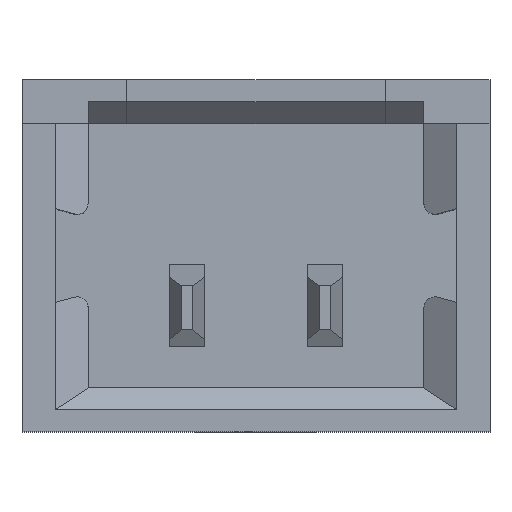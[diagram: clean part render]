
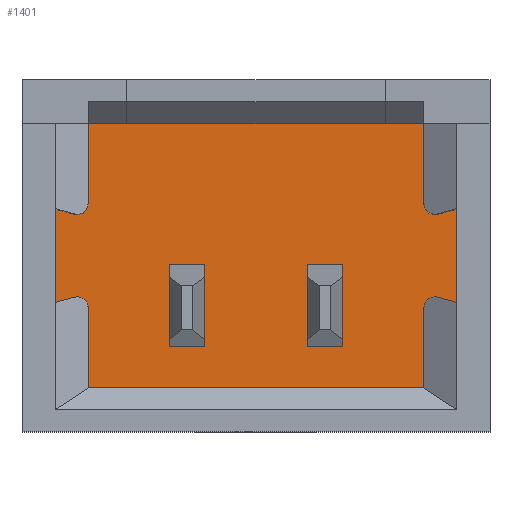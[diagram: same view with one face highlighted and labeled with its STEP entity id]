
A CAD part, top view. The second image highlights one B-rep face of the part: STEP entity #1401.
In plain terms, the highlighted face is planar.
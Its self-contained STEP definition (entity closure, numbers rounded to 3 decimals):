
#31=FACE_BOUND('',#116,.T.);
#32=FACE_BOUND('',#117,.T.);
#37=FACE_OUTER_BOUND('',#115,.T.);
#115=EDGE_LOOP('',(#923,#924,#925,#926,#927,#928,#929,#930,#931,#932,#933,
#934,#935,#936,#937,#938));
#116=EDGE_LOOP('',(#939,#940,#941,#942));
#117=EDGE_LOOP('',(#943,#944,#945,#946));
#199=CIRCLE('',#1495,0.1);
#200=CIRCLE('',#1496,0.1);
#201=CIRCLE('',#1497,0.1);
#202=CIRCLE('',#1498,0.1);
#203=LINE('',#1961,#397);
#204=LINE('',#1963,#398);
#205=LINE('',#1967,#399);
#206=LINE('',#1969,#400);
#207=LINE('',#1971,#401);
#208=LINE('',#1975,#402);
#209=LINE('',#1977,#403);
#210=LINE('',#1979,#404);
#211=LINE('',#1983,#405);
#212=LINE('',#1985,#406);
#213=LINE('',#1987,#407);
#214=LINE('',#1990,#408);
#215=LINE('',#1993,#409);
#216=LINE('',#1995,#410);
#217=LINE('',#1997,#411);
#218=LINE('',#1998,#412);
#219=LINE('',#2001,#413);
#220=LINE('',#2003,#414);
#221=LINE('',#2005,#415);
#222=LINE('',#2006,#416);
#397=VECTOR('',#1588,1.);
#398=VECTOR('',#1589,1.);
#399=VECTOR('',#1592,1.);
#400=VECTOR('',#1593,1.);
#401=VECTOR('',#1594,1.);
#402=VECTOR('',#1597,1.);
#403=VECTOR('',#1598,1.);
#404=VECTOR('',#1599,1.);
#405=VECTOR('',#1602,1.);
#406=VECTOR('',#1603,1.);
#407=VECTOR('',#1604,1.);
#408=VECTOR('',#1607,1.);
#409=VECTOR('',#1608,1.);
#410=VECTOR('',#1609,1.);
#411=VECTOR('',#1610,1.);
#412=VECTOR('',#1611,1.);
#413=VECTOR('',#1612,1.);
#414=VECTOR('',#1613,1.);
#415=VECTOR('',#1614,1.);
#416=VECTOR('',#1615,1.);
#591=VERTEX_POINT('',#1959);
#592=VERTEX_POINT('',#1960);
#593=VERTEX_POINT('',#1962);
#594=VERTEX_POINT('',#1964);
#595=VERTEX_POINT('',#1966);
#596=VERTEX_POINT('',#1968);
#597=VERTEX_POINT('',#1970);
#598=VERTEX_POINT('',#1972);
#599=VERTEX_POINT('',#1974);
#600=VERTEX_POINT('',#1976);
#601=VERTEX_POINT('',#1978);
#602=VERTEX_POINT('',#1980);
#603=VERTEX_POINT('',#1982);
#604=VERTEX_POINT('',#1984);
#605=VERTEX_POINT('',#1986);
#606=VERTEX_POINT('',#1988);
#607=VERTEX_POINT('',#1991);
#608=VERTEX_POINT('',#1992);
#609=VERTEX_POINT('',#1994);
#610=VERTEX_POINT('',#1996);
#611=VERTEX_POINT('',#1999);
#612=VERTEX_POINT('',#2000);
#613=VERTEX_POINT('',#2002);
#614=VERTEX_POINT('',#2004);
#721=EDGE_CURVE('',#591,#592,#203,.T.);
#722=EDGE_CURVE('',#593,#591,#204,.T.);
#723=EDGE_CURVE('',#594,#593,#199,.T.);
#724=EDGE_CURVE('',#595,#594,#205,.T.);
#725=EDGE_CURVE('',#596,#595,#206,.T.);
#726=EDGE_CURVE('',#597,#596,#207,.T.);
#727=EDGE_CURVE('',#598,#597,#200,.T.);
#728=EDGE_CURVE('',#599,#598,#208,.T.);
#729=EDGE_CURVE('',#600,#599,#209,.T.);
#730=EDGE_CURVE('',#601,#600,#210,.T.);
#731=EDGE_CURVE('',#602,#601,#201,.T.);
#732=EDGE_CURVE('',#603,#602,#211,.T.);
#733=EDGE_CURVE('',#604,#603,#212,.T.);
#734=EDGE_CURVE('',#605,#604,#213,.T.);
#735=EDGE_CURVE('',#606,#605,#202,.T.);
#736=EDGE_CURVE('',#592,#606,#214,.T.);
#737=EDGE_CURVE('',#607,#608,#215,.T.);
#738=EDGE_CURVE('',#607,#609,#216,.T.);
#739=EDGE_CURVE('',#609,#610,#217,.T.);
#740=EDGE_CURVE('',#608,#610,#218,.T.);
#741=EDGE_CURVE('',#611,#612,#219,.T.);
#742=EDGE_CURVE('',#612,#613,#220,.T.);
#743=EDGE_CURVE('',#614,#613,#221,.T.);
#744=EDGE_CURVE('',#611,#614,#222,.T.);
#923=ORIENTED_EDGE('',*,*,#721,.F.);
#924=ORIENTED_EDGE('',*,*,#722,.F.);
#925=ORIENTED_EDGE('',*,*,#723,.F.);
#926=ORIENTED_EDGE('',*,*,#724,.F.);
#927=ORIENTED_EDGE('',*,*,#725,.F.);
#928=ORIENTED_EDGE('',*,*,#726,.F.);
#929=ORIENTED_EDGE('',*,*,#727,.F.);
#930=ORIENTED_EDGE('',*,*,#728,.F.);
#931=ORIENTED_EDGE('',*,*,#729,.F.);
#932=ORIENTED_EDGE('',*,*,#730,.F.);
#933=ORIENTED_EDGE('',*,*,#731,.F.);
#934=ORIENTED_EDGE('',*,*,#732,.F.);
#935=ORIENTED_EDGE('',*,*,#733,.F.);
#936=ORIENTED_EDGE('',*,*,#734,.F.);
#937=ORIENTED_EDGE('',*,*,#735,.F.);
#938=ORIENTED_EDGE('',*,*,#736,.F.);
#939=ORIENTED_EDGE('',*,*,#737,.F.);
#940=ORIENTED_EDGE('',*,*,#738,.T.);
#941=ORIENTED_EDGE('',*,*,#739,.T.);
#942=ORIENTED_EDGE('',*,*,#740,.F.);
#943=ORIENTED_EDGE('',*,*,#741,.T.);
#944=ORIENTED_EDGE('',*,*,#742,.T.);
#945=ORIENTED_EDGE('',*,*,#743,.F.);
#946=ORIENTED_EDGE('',*,*,#744,.F.);
#1327=PLANE('',#1494);
#1401=ADVANCED_FACE('',(#37,#31,#32),#1327,.F.);
#1494=AXIS2_PLACEMENT_3D('',#1958,#1586,#1587);
#1495=AXIS2_PLACEMENT_3D('',#1965,#1590,#1591);
#1496=AXIS2_PLACEMENT_3D('',#1973,#1595,#1596);
#1497=AXIS2_PLACEMENT_3D('',#1981,#1600,#1601);
#1498=AXIS2_PLACEMENT_3D('',#1989,#1605,#1606);
#1586=DIRECTION('center_axis',(0.,1.,0.));
#1587=DIRECTION('ref_axis',(0.,0.,1.));
#1588=DIRECTION('',(0.,0.,1.));
#1589=DIRECTION('',(-0.966,0.,-0.258));
#1590=DIRECTION('center_axis',(0.,-1.,0.));
#1591=DIRECTION('ref_axis',(1.,0.,0.));
#1592=DIRECTION('',(0.,0.,1.));
#1593=DIRECTION('',(-1.,0.,0.));
#1594=DIRECTION('',(0.,0.,-1.));
#1595=DIRECTION('center_axis',(0.,-1.,0.));
#1596=DIRECTION('ref_axis',(-1.,0.,0.));
#1597=DIRECTION('',(-0.966,0.,0.258));
#1598=DIRECTION('',(0.,0.,-1.));
#1599=DIRECTION('',(0.966,0.,0.258));
#1600=DIRECTION('center_axis',(0.,-1.,0.));
#1601=DIRECTION('ref_axis',(-1.,0.,0.));
#1602=DIRECTION('',(0.,0.,-1.));
#1603=DIRECTION('',(1.,0.,0.));
#1604=DIRECTION('',(0.,0.,1.));
#1605=DIRECTION('center_axis',(0.,-1.,0.));
#1606=DIRECTION('ref_axis',(1.,0.,0.));
#1607=DIRECTION('',(0.966,0.,-0.258));
#1608=DIRECTION('',(-1.,0.,0.));
#1609=DIRECTION('',(0.,0.,-1.));
#1610=DIRECTION('',(-1.,0.,0.));
#1611=DIRECTION('',(0.,0.,-1.));
#1612=DIRECTION('',(0.,0.,-1.));
#1613=DIRECTION('',(-1.,0.,0.));
#1614=DIRECTION('',(0.,0.,-1.));
#1615=DIRECTION('',(-1.,0.,0.));
#1958=CARTESIAN_POINT('Origin',(-1.625,3.95,1.125));
#1959=CARTESIAN_POINT('',(-1.825,3.95,1.175));
#1960=CARTESIAN_POINT('',(-1.825,3.95,2.025));
#1961=CARTESIAN_POINT('',(-1.825,3.95,2.025));
#1962=CARTESIAN_POINT('',(-1.651,3.95,1.222));
#1963=CARTESIAN_POINT('',(-1.825,3.95,1.175));
#1964=CARTESIAN_POINT('',(-1.525,3.95,1.125));
#1965=CARTESIAN_POINT('Origin',(-1.625,3.95,1.125));
#1966=CARTESIAN_POINT('',(-1.525,3.95,0.4));
#1967=CARTESIAN_POINT('',(-1.525,3.95,1.125));
#1968=CARTESIAN_POINT('',(1.525,3.95,0.4));
#1969=CARTESIAN_POINT('',(-1.525,3.95,0.4));
#1970=CARTESIAN_POINT('',(1.525,3.95,1.125));
#1971=CARTESIAN_POINT('',(1.525,3.95,0.4));
#1972=CARTESIAN_POINT('',(1.651,3.95,1.222));
#1973=CARTESIAN_POINT('Origin',(1.625,3.95,1.125));
#1974=CARTESIAN_POINT('',(1.825,3.95,1.175));
#1975=CARTESIAN_POINT('',(1.651,3.95,1.222));
#1976=CARTESIAN_POINT('',(1.825,3.95,2.025));
#1977=CARTESIAN_POINT('',(1.825,3.95,1.175));
#1978=CARTESIAN_POINT('',(1.651,3.95,1.978));
#1979=CARTESIAN_POINT('',(1.825,3.95,2.025));
#1980=CARTESIAN_POINT('',(1.525,3.95,2.075));
#1981=CARTESIAN_POINT('Origin',(1.625,3.95,2.075));
#1982=CARTESIAN_POINT('',(1.525,3.95,2.8));
#1983=CARTESIAN_POINT('',(1.525,3.95,2.075));
#1984=CARTESIAN_POINT('',(-1.525,3.95,2.8));
#1985=CARTESIAN_POINT('',(1.525,3.95,2.8));
#1986=CARTESIAN_POINT('',(-1.525,3.95,2.075));
#1987=CARTESIAN_POINT('',(-1.525,3.95,2.8));
#1988=CARTESIAN_POINT('',(-1.651,3.95,1.978));
#1989=CARTESIAN_POINT('Origin',(-1.625,3.95,2.075));
#1990=CARTESIAN_POINT('',(-1.651,3.95,1.978));
#1991=CARTESIAN_POINT('',(-0.465,3.95,1.525));
#1992=CARTESIAN_POINT('',(-0.785,3.95,1.525));
#1993=CARTESIAN_POINT('',(-0.465,3.95,1.525));
#1994=CARTESIAN_POINT('',(-0.465,3.95,0.775));
#1995=CARTESIAN_POINT('',(-0.465,3.95,1.125));
#1996=CARTESIAN_POINT('',(-0.785,3.95,0.775));
#1997=CARTESIAN_POINT('',(-0.465,3.95,0.775));
#1998=CARTESIAN_POINT('',(-0.785,3.95,1.125));
#1999=CARTESIAN_POINT('',(0.785,3.95,1.525));
#2000=CARTESIAN_POINT('',(0.785,3.95,0.775));
#2001=CARTESIAN_POINT('',(0.785,3.95,1.125));
#2002=CARTESIAN_POINT('',(0.465,3.95,0.775));
#2003=CARTESIAN_POINT('',(0.785,3.95,0.775));
#2004=CARTESIAN_POINT('',(0.465,3.95,1.525));
#2005=CARTESIAN_POINT('',(0.465,3.95,1.125));
#2006=CARTESIAN_POINT('',(0.785,3.95,1.525));
